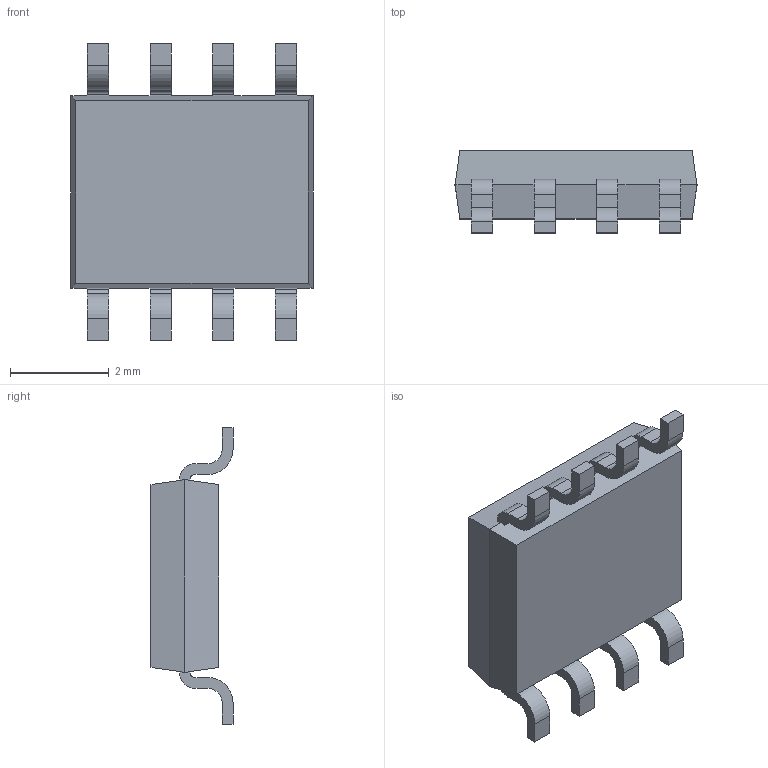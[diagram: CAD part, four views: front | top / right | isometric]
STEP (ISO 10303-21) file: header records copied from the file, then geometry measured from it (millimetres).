
FILE_DESCRIPTION (( 'STEP AP214' ), '1' );
FILE_NAME ('C1F3BC0B-BE3F-40D9-87C5-99FE07CE984B.STEP', '2022-09-06T12:48:02', ( '' ), ( '' ), 'SwSTEP 2.0', 'SolidWorks 2022', '' );
FILE_SCHEMA (( 'AUTOMOTIVE_DESIGN' ));
Length unit declared in the file: millimetre
Products named in the file (1): C1F3BC0B-BE3F-40D9-87C5-99FE07CE984B
Bounding box: 4.9 x 1.66 x 6 mm (x, y, z)
Volume: 26.3 mm3; surface area: 76.8 mm2
Topology: 2 solids, 2 shells, 210 faces, 584 edges, 388 vertices
Faces by surface type: plane 144, cylinder 34, bspline 32
Entity records: 11093 total; most frequent: CARTESIAN_POINT 3503, ORIENTED_EDGE 1168, DIRECTION 946, EDGE_CURVE 584, LINE 452, VECTOR 452, VERTEX_POINT 388, AXIS2_PLACEMENT_3D 247
